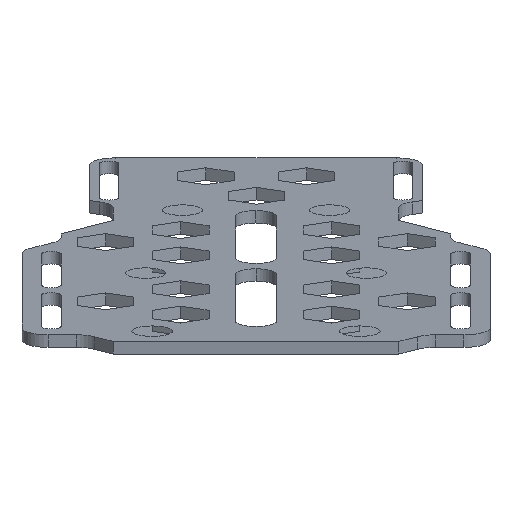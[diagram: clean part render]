
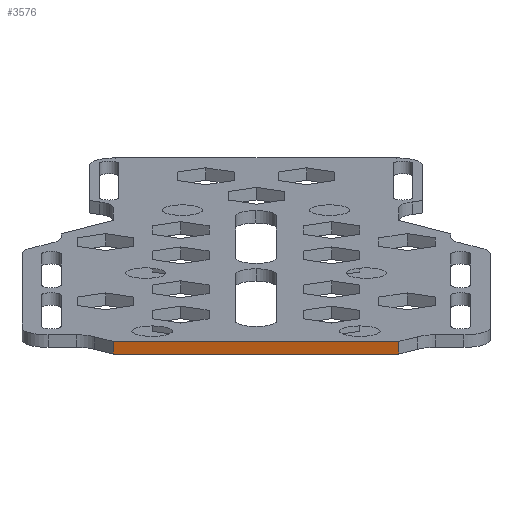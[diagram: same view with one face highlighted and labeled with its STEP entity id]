
A CAD part, front view. The second image highlights one B-rep face of the part: STEP entity #3576.
In plain terms, the highlighted planar face has unit normal (0, -0.966, -0.259).
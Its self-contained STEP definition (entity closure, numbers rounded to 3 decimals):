
#356=FACE_OUTER_BOUND('',#557,.T.);
#557=EDGE_LOOP('',(#3071,#3072,#3073,#3074));
#638=LINE('',#4910,#1060);
#784=LINE('',#5272,#1206);
#1007=LINE('',#5755,#1429);
#1008=LINE('',#5756,#1430);
#1060=VECTOR('',#3960,10.);
#1206=VECTOR('',#4228,10.);
#1429=VECTOR('',#4731,10.);
#1430=VECTOR('',#4732,10.);
#1493=VERTEX_POINT('',#4907);
#1494=VERTEX_POINT('',#4909);
#1649=VERTEX_POINT('',#5270);
#1769=VERTEX_POINT('',#5754);
#1834=EDGE_CURVE('',#1493,#1494,#638,.T.);
#2018=EDGE_CURVE('',#1493,#1649,#784,.T.);
#2259=EDGE_CURVE('',#1769,#1649,#1007,.T.);
#2260=EDGE_CURVE('',#1494,#1769,#1008,.T.);
#3071=ORIENTED_EDGE('',*,*,#2259,.F.);
#3072=ORIENTED_EDGE('',*,*,#2260,.F.);
#3073=ORIENTED_EDGE('',*,*,#1834,.F.);
#3074=ORIENTED_EDGE('',*,*,#2018,.T.);
#3412=PLANE('',#3836);
#3576=ADVANCED_FACE('',(#356),#3412,.T.);
#3836=AXIS2_PLACEMENT_3D('',#5753,#4729,#4730);
#3960=DIRECTION('',(-1.,0.,0.));
#4228=DIRECTION('',(0.,-0.259,0.966));
#4729=DIRECTION('center_axis',(0.,-0.966,
-0.259));
#4730=DIRECTION('ref_axis',(1.,0.,0.));
#4731=DIRECTION('',(1.,0.,0.));
#4732=DIRECTION('',(0.,-0.259,0.966));
#4907=CARTESIAN_POINT('',(21.906,-2.625,40.708));
#4909=CARTESIAN_POINT('',(-22.,-2.625,40.708));
#4910=CARTESIAN_POINT('',(-12.,-2.625,40.708));
#5270=CARTESIAN_POINT('',(21.906,-3.143,42.639));
#5272=CARTESIAN_POINT('',(21.906,-2.625,40.708));
#5753=CARTESIAN_POINT('Origin',(-22.,-2.625,40.708));
#5754=CARTESIAN_POINT('',(-22.,-3.143,42.639));
#5755=CARTESIAN_POINT('',(-12.,-3.143,42.639));
#5756=CARTESIAN_POINT('',(-22.,-2.625,40.708));
